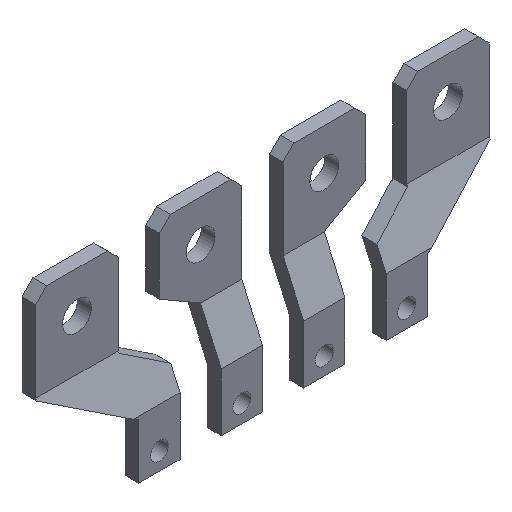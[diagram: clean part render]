
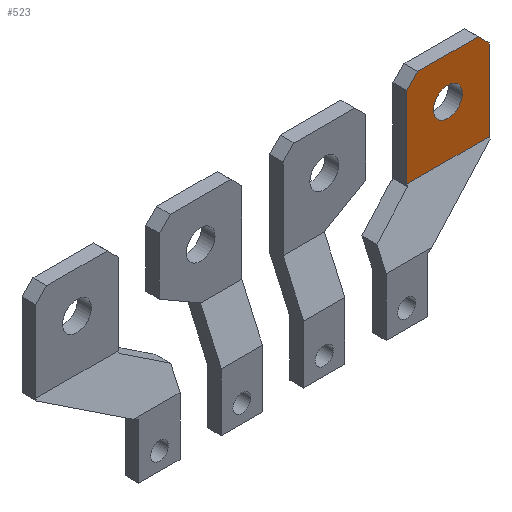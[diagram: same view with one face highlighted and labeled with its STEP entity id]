
A CAD part, isometric view. The second image highlights one B-rep face of the part: STEP entity #523.
In plain terms, the highlighted planar face has unit normal (0, -1, 0).
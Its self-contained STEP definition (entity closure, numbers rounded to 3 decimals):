
#495=AXIS2_PLACEMENT_3D('Plane Axis2P3D',#492,#493,#494) ;
#507=AXIS2_PLACEMENT_3D('Circle Axis2P3D',#505,#506,$) ;
#516=AXIS2_PLACEMENT_3D('Circle Axis2P3D',#514,#515,$) ;
#94=CARTESIAN_POINT('Line Origine',(82.5,25.5,152.)) ;
#98=CARTESIAN_POINT('Vertex',(71.5,25.5,152.)) ;
#100=CARTESIAN_POINT('Vertex',(93.5,25.5,152.)) ;
#134=CARTESIAN_POINT('Line Origine',(95.5,25.5,150.)) ;
#138=CARTESIAN_POINT('Vertex',(97.5,25.5,148.)) ;
#165=CARTESIAN_POINT('Line Origine',(69.5,25.5,150.)) ;
#169=CARTESIAN_POINT('Vertex',(67.5,25.5,148.)) ;
#196=CARTESIAN_POINT('Line Origine',(97.5,25.5,133.25)) ;
#200=CARTESIAN_POINT('Vertex',(97.5,25.5,118.5)) ;
#241=CARTESIAN_POINT('Vertex',(67.5,25.5,118.5)) ;
#244=CARTESIAN_POINT('Line Origine',(67.5,25.5,133.25)) ;
#477=CARTESIAN_POINT('Line Origine',(82.5,25.5,118.5)) ;
#492=CARTESIAN_POINT('Axis2P3D Location',(0.,25.5,175.)) ;
#505=CARTESIAN_POINT('Axis2P3D Location',(82.5,25.5,137.)) ;
#509=CARTESIAN_POINT('Vertex',(77.25,25.5,137.)) ;
#511=CARTESIAN_POINT('Vertex',(87.75,25.5,137.)) ;
#514=CARTESIAN_POINT('Axis2P3D Location',(82.5,25.5,137.)) ;
#95=DIRECTION('Vector Direction',(1.,0.,0.)) ;
#135=DIRECTION('Vector Direction',(0.707,0.,-0.707)) ;
#166=DIRECTION('Vector Direction',(0.707,0.,0.707)) ;
#197=DIRECTION('Vector Direction',(0.,0.,-1.)) ;
#245=DIRECTION('Vector Direction',(0.,0.,-1.)) ;
#478=DIRECTION('Vector Direction',(-1.,0.,0.)) ;
#493=DIRECTION('Axis2P3D Direction',(0.,1.,0.)) ;
#494=DIRECTION('Axis2P3D XDirection',(0.,0.,-1.)) ;
#506=DIRECTION('Axis2P3D Direction',(0.,1.,0.)) ;
#515=DIRECTION('Axis2P3D Direction',(0.,1.,0.)) ;
#96=VECTOR('Line Direction',#95,1.) ;
#136=VECTOR('Line Direction',#135,1.) ;
#167=VECTOR('Line Direction',#166,1.) ;
#198=VECTOR('Line Direction',#197,1.) ;
#246=VECTOR('Line Direction',#245,1.) ;
#479=VECTOR('Line Direction',#478,1.) ;
#498=ORIENTED_EDGE('',*,*,#202,.F.) ;
#499=ORIENTED_EDGE('',*,*,#140,.F.) ;
#500=ORIENTED_EDGE('',*,*,#102,.F.) ;
#501=ORIENTED_EDGE('',*,*,#171,.F.) ;
#502=ORIENTED_EDGE('',*,*,#248,.T.) ;
#503=ORIENTED_EDGE('',*,*,#481,.F.) ;
#520=ORIENTED_EDGE('',*,*,#513,.T.) ;
#521=ORIENTED_EDGE('',*,*,#518,.T.) ;
#522=FACE_BOUND('',#519,.T.) ;
#523=ADVANCED_FACE('Terminali anteriori divaricati ES superiori',(#504,#522),#496,.F.) ;
#508=CIRCLE('generated circle',#507,5.25) ;
#517=CIRCLE('generated circle',#516,5.25) ;
#102=EDGE_CURVE('',#99,#101,#97,.T.) ;
#140=EDGE_CURVE('',#101,#139,#137,.T.) ;
#171=EDGE_CURVE('',#170,#99,#168,.T.) ;
#202=EDGE_CURVE('',#139,#201,#199,.T.) ;
#248=EDGE_CURVE('',#170,#242,#247,.T.) ;
#481=EDGE_CURVE('',#201,#242,#480,.T.) ;
#513=EDGE_CURVE('',#510,#512,#508,.T.) ;
#518=EDGE_CURVE('',#512,#510,#517,.T.) ;
#497=EDGE_LOOP('',(#498,#499,#500,#501,#502,#503)) ;
#519=EDGE_LOOP('',(#520,#521)) ;
#504=FACE_OUTER_BOUND('',#497,.T.) ;
#97=LINE('Line',#94,#96) ;
#137=LINE('Line',#134,#136) ;
#168=LINE('Line',#165,#167) ;
#199=LINE('Line',#196,#198) ;
#247=LINE('Line',#244,#246) ;
#480=LINE('Line',#477,#479) ;
#496=PLANE('',#495) ;
#99=VERTEX_POINT('',#98) ;
#101=VERTEX_POINT('',#100) ;
#139=VERTEX_POINT('',#138) ;
#170=VERTEX_POINT('',#169) ;
#201=VERTEX_POINT('',#200) ;
#242=VERTEX_POINT('',#241) ;
#510=VERTEX_POINT('',#509) ;
#512=VERTEX_POINT('',#511) ;
